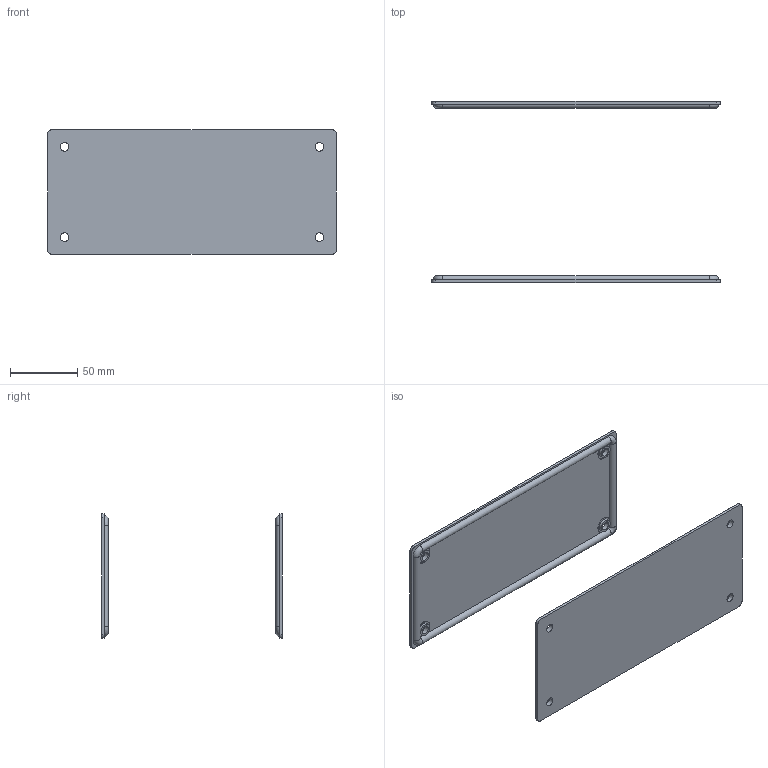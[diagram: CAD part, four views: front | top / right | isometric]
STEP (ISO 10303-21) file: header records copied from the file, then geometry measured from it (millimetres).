
FILE_DESCRIPTION(('STEP AP214'),'1');
FILE_NAME('cctmp_8AA8C1FE-AB46-46BC-B9E1-3BB2FA0D3ACE_2023_07_22_16_04_34_0661..stp','2023-07-22T14:04:34',('SIEMENS A&D'),('CADClick - www.CADClick.com'),'Spatial InterOp 3D postprocessed',' ','unknown authorization');
FILE_SCHEMA(('AUTOMOTIVE_DESIGN'));
Length unit declared in the file: millimetre
Products named in the file (3): cc_unnamed; 2023_07_22_16_04_34_0650; 2023_07_22_16_04_34_0646
Assembly tree (2 placements, depth 2):
  cc_unnamed
    2023_07_22_16_04_34_0650
    2023_07_22_16_04_34_0646
Bounding box: 214 x 134 x 92 mm (x, y, z)
Volume: 94567.6 mm3; surface area: 85909.2 mm2
Topology: 2 solids, 2 shells, 126 faces, 304 edges, 192 vertices
Faces by surface type: cylinder 64, plane 54, torus 8
Entity records: 4213 total; most frequent: DIRECTION 738, CARTESIAN_POINT 625, ORIENTED_EDGE 608, AXIS2_PLACEMENT_3D 305, EDGE_CURVE 304, VERTEX_POINT 192, CIRCLE 176, EDGE_LOOP 152
